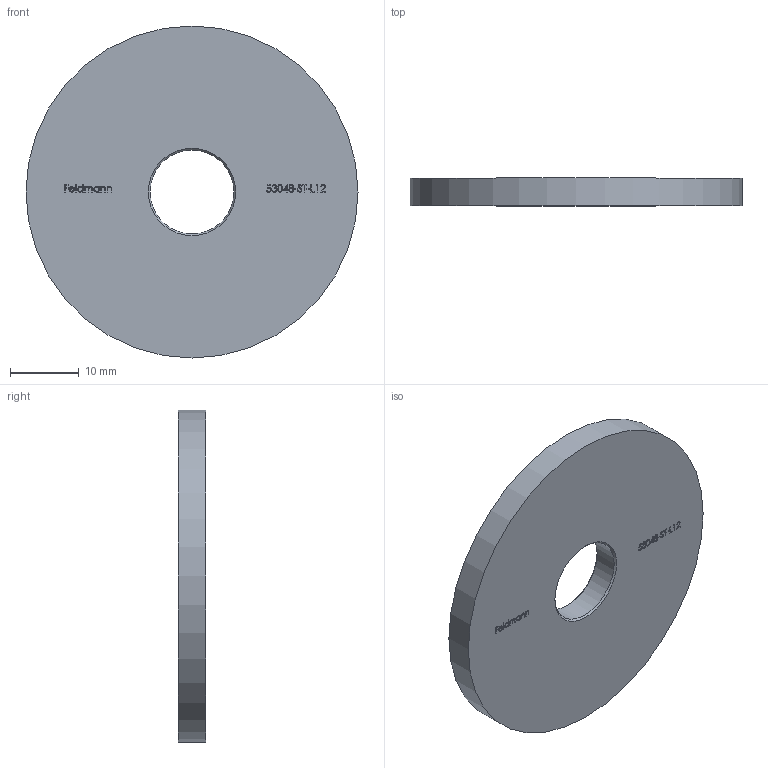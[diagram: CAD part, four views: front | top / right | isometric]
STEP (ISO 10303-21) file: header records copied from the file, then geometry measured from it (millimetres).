
FILE_DESCRIPTION (( 'STEP AP203' ), '1' );
FILE_NAME ('53048-ST-L12.step', '2020-04-22T09:30:01', ( '' ), ( '' ), 'SwSTEP 2.0', 'SolidWorks 2015', '' );
FILE_SCHEMA (( 'CONFIG_CONTROL_DESIGN' ));
Length unit declared in the file: millimetre
Products named in the file (2): 53048-ST-L12
Bounding box: 48.3 x 4 x 48.3 mm (x, y, z)
Volume: 6858.6 mm3; surface area: 4188.3 mm2
Topology: 1 solids, 1 shells, 262 faces, 697 edges, 464 vertices
Faces by surface type: plane 141, bspline 117, cylinder 2, cone 2
Full cylindrical faces by diameter (mm): 12.2 x1, 48.3 x1
Entity records: 14232 total; most frequent: CARTESIAN_POINT 8362, ORIENTED_EDGE 1386, DIRECTION 759, EDGE_CURVE 693, VERTEX_POINT 464, LINE 453, VECTOR 453, EDGE_LOOP 295
